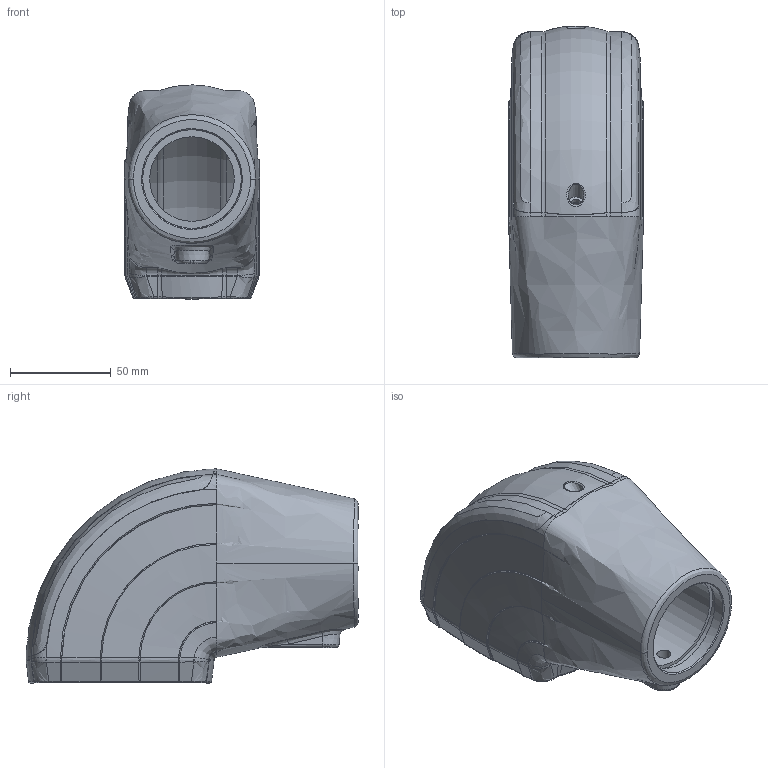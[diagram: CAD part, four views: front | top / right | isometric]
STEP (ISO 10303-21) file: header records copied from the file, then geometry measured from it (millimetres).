
FILE_DESCRIPTION (( 'STEP AP203' ), '1' );
FILE_NAME ('TK060.825.STEP', '2019-01-04T07:54:11', ( '' ), ( '' ), 'SwSTEP 2.0', 'SolidWorks 2018', '' );
FILE_SCHEMA (( 'CONFIG_CONTROL_DESIGN' ));
Length unit declared in the file: millimetre
Products named in the file (1): TK060.825
Bounding box: 67.04 x 164.81 x 106.31 mm (x, y, z)
Volume: 349425.2 mm3; surface area: 91033.5 mm2
Topology: 2 solids, 2 shells, 815 faces, 2056 edges, 1217 vertices
Faces by surface type: bspline 475, cylinder 119, plane 85, cone 68, torus 68
Full cylindrical faces by diameter (mm): 6.8 x2, 42 x1, 49 x2, 52.8 x1
Entity records: 48080 total; most frequent: CARTESIAN_POINT 32722, ORIENTED_EDGE 3942, DIRECTION 2092, EDGE_CURVE 1971, VERTEX_POINT 1204, B_SPLINE_CURVE_WITH_KNOTS 976, EDGE_LOOP 887, AXIS2_PLACEMENT_3D 871
